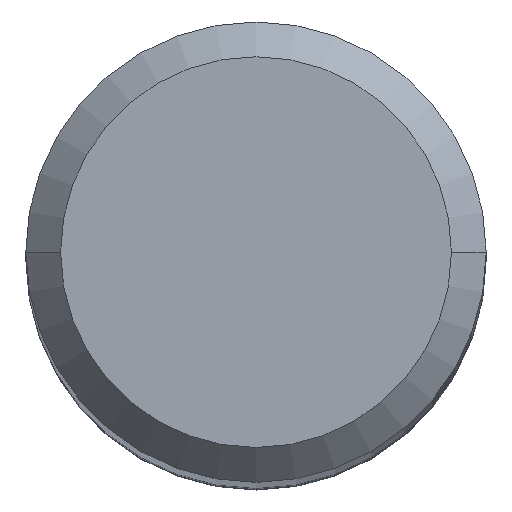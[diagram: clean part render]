
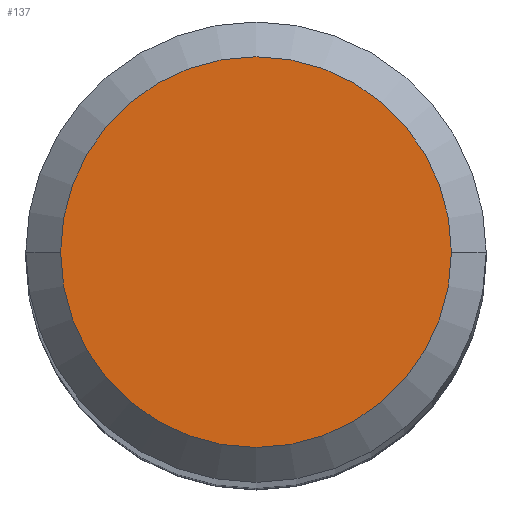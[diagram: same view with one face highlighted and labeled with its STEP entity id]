
A CAD part, top view. The second image highlights one B-rep face of the part: STEP entity #137.
In plain terms, the highlighted planar face has unit normal (0, 0, 1).
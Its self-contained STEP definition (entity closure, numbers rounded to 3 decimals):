
#30=PLANE('',#1005);
#137=ADVANCED_FACE('',(#194),#30,.F.);
#194=FACE_OUTER_BOUND('',#242,.T.);
#242=EDGE_LOOP('',(#413,#414,#415,#416));
#413=ORIENTED_EDGE('',*,*,#617,.F.);
#414=ORIENTED_EDGE('',*,*,#616,.F.);
#415=ORIENTED_EDGE('',*,*,#618,.F.);
#416=ORIENTED_EDGE('',*,*,#619,.F.);
#517=VERTEX_POINT('',#2382);
#518=VERTEX_POINT('',#2384);
#519=VERTEX_POINT('',#2386);
#520=VERTEX_POINT('',#2390);
#616=EDGE_CURVE('',#518,#519,#742,.T.);
#617=EDGE_CURVE('',#519,#517,#743,.T.);
#618=EDGE_CURVE('',#520,#518,#744,.T.);
#619=EDGE_CURVE('',#517,#520,#745,.T.);
#742=CIRCLE('',#1000,6.738);
#743=CIRCLE('',#1001,6.738);
#744=CIRCLE('',#1003,6.738);
#745=CIRCLE('',#1004,6.738);
#1000=AXIS2_PLACEMENT_3D('',#2385,#1233,#1234);
#1001=AXIS2_PLACEMENT_3D('',#2387,#1235,#1236);
#1003=AXIS2_PLACEMENT_3D('',#2389,#1239,#1240);
#1004=AXIS2_PLACEMENT_3D('',#2391,#1241,#1242);
#1005=AXIS2_PLACEMENT_3D('',#2392,#1243,#1244);
#1233=DIRECTION('',(0.,0.,-1.));
#1234=DIRECTION('',(-1.,0.,0.));
#1235=DIRECTION('',(0.,0.,-1.));
#1236=DIRECTION('',(0.,1.,0.));
#1239=DIRECTION('',(0.,0.,-1.));
#1240=DIRECTION('',(0.,-1.,0.));
#1241=DIRECTION('',(0.,0.,-1.));
#1242=DIRECTION('',(1.,0.,0.));
#1243=DIRECTION('',(0.,0.,-1.));
#1244=DIRECTION('',(-1.,0.,0.));
#2382=CARTESIAN_POINT('',(6.737,0.,0.));
#2384=CARTESIAN_POINT('',(-6.738,0.,0.));
#2385=CARTESIAN_POINT('',(0.,0.,0.));
#2386=CARTESIAN_POINT('',(0.,6.738,0.));
#2387=CARTESIAN_POINT('',(0.,0.,0.));
#2389=CARTESIAN_POINT('',(0.,0.,0.));
#2390=CARTESIAN_POINT('',(0.,-6.738,0.));
#2391=CARTESIAN_POINT('',(0.,0.,0.));
#2392=CARTESIAN_POINT('',(0.,0.,0.));
